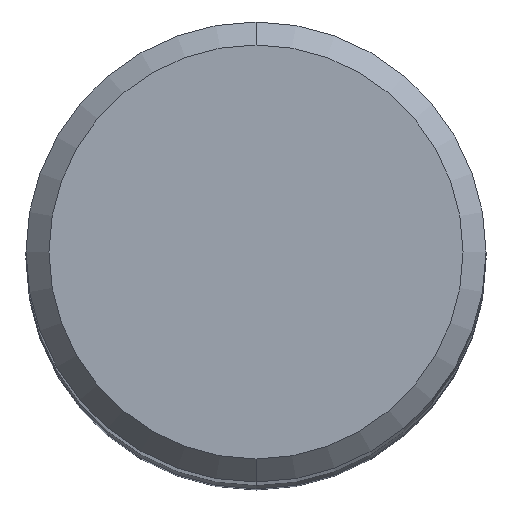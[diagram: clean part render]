
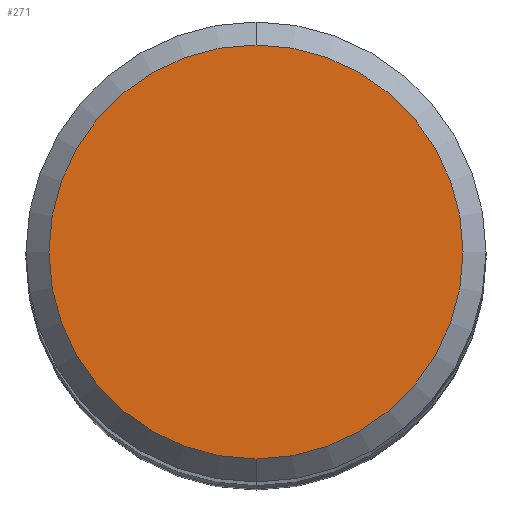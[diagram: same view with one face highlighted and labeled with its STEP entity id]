
A CAD part, top view. The second image highlights one B-rep face of the part: STEP entity #271.
In plain terms, the highlighted planar face has unit normal (0, 0, 1).
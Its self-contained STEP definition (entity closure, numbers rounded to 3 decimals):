
#189=EDGE_CURVE('',#225,#261,#513,.T.);
#225=VERTEX_POINT('',#552);
#261=VERTEX_POINT('',#588);
#271=ADVANCED_FACE('',(#599),#600,.T.);
#367=EDGE_CURVE('',#261,#225,#709,.T.);
#513=CIRCLE('',#860,4.5);
#552=CARTESIAN_POINT('',(0.,-4.5,0.0));
#588=CARTESIAN_POINT('',(0.0,4.5,0.0));
#599=FACE_OUTER_BOUND('',#1055,.T.);
#600=PLANE('',#1056);
#709=CIRCLE('',#1233,4.5);
#860=AXIS2_PLACEMENT_3D('',#1547,#1548,#1549);
#1055=EDGE_LOOP('',(#1618,#1619));
#1056=AXIS2_PLACEMENT_3D('',#1620,#1621,#1622);
#1233=AXIS2_PLACEMENT_3D('',#1757,#1758,#1759);
#1547=CARTESIAN_POINT('',(0.0,0.0,0.0));
#1548=DIRECTION('',(0.0,0.0,-1.0));
#1549=DIRECTION('',(0.0,1.0,0.0));
#1618=ORIENTED_EDGE('',*,*,#367,.F.);
#1619=ORIENTED_EDGE('',*,*,#189,.F.);
#1620=CARTESIAN_POINT('',(0.0,2.25,0.0));
#1621=DIRECTION('',(-0.0,0.0,1.0));
#1622=DIRECTION('',(0.0,-1.0,0.0));
#1757=CARTESIAN_POINT('',(0.0,0.0,0.0));
#1758=DIRECTION('',(0.0,0.0,-1.0));
#1759=DIRECTION('',(0.0,1.0,0.0));
